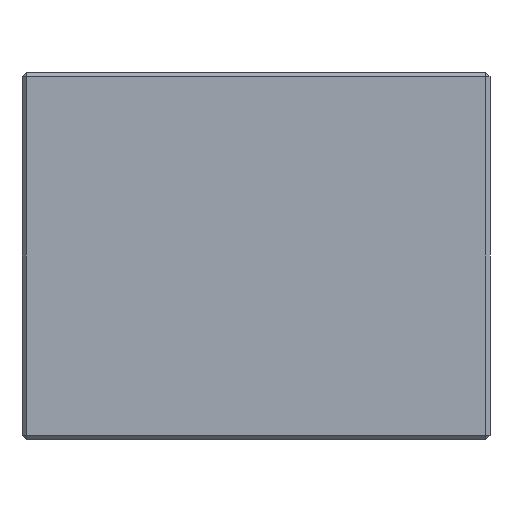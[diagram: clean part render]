
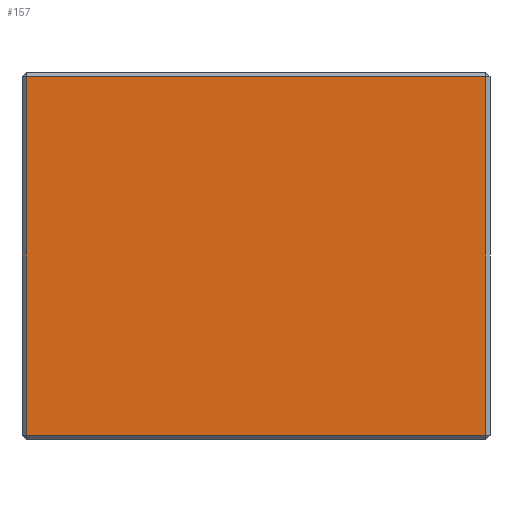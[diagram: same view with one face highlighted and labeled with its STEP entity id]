
A CAD part, front view. The second image highlights one B-rep face of the part: STEP entity #157.
In plain terms, the highlighted planar face has unit normal (0, -1, 0).
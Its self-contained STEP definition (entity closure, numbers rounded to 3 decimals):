
#122=FACE_OUTER_BOUND('',#425,.T.);
#157=ADVANCED_FACE('',(#122),#218,.F.);
#218=PLANE('',#877);
#261=LINE('',#1251,#309);
#262=LINE('',#1254,#310);
#263=LINE('',#1256,#311);
#264=LINE('',#1258,#312);
#309=VECTOR('',#998,1.);
#310=VECTOR('',#999,1.);
#311=VECTOR('',#1000,1.);
#312=VECTOR('',#1001,1.);
#425=EDGE_LOOP('',(#528,#529,#530,#531));
#528=ORIENTED_EDGE('',*,*,#761,.T.);
#529=ORIENTED_EDGE('',*,*,#762,.T.);
#530=ORIENTED_EDGE('',*,*,#763,.T.);
#531=ORIENTED_EDGE('',*,*,#764,.T.);
#700=VERTEX_POINT('',#1252);
#701=VERTEX_POINT('',#1253);
#702=VERTEX_POINT('',#1255);
#703=VERTEX_POINT('',#1257);
#761=EDGE_CURVE('',#700,#701,#261,.T.);
#762=EDGE_CURVE('',#701,#702,#262,.T.);
#763=EDGE_CURVE('',#702,#703,#263,.T.);
#764=EDGE_CURVE('',#703,#700,#264,.T.);
#877=AXIS2_PLACEMENT_3D('',#1259,#1002,#1003);
#998=DIRECTION('',(0.,0.,-1.));
#999=DIRECTION('',(1.,0.,0.));
#1000=DIRECTION('',(0.,0.,1.));
#1001=DIRECTION('',(-1.,0.,0.));
#1002=DIRECTION('',(0.,1.,0.));
#1003=DIRECTION('',(0.,0.,1.));
#1251=CARTESIAN_POINT('',(2.,-90.,90.));
#1252=CARTESIAN_POINT('',(2.,-90.,88.));
#1253=CARTESIAN_POINT('',(2.,-90.,-88.));
#1254=CARTESIAN_POINT('',(230.,-90.,-88.));
#1255=CARTESIAN_POINT('',(228.,-90.,-88.));
#1256=CARTESIAN_POINT('',(228.,-90.,90.));
#1257=CARTESIAN_POINT('',(228.,-90.,88.));
#1258=CARTESIAN_POINT('',(230.,-90.,88.));
#1259=CARTESIAN_POINT('',(230.,-90.,90.));
